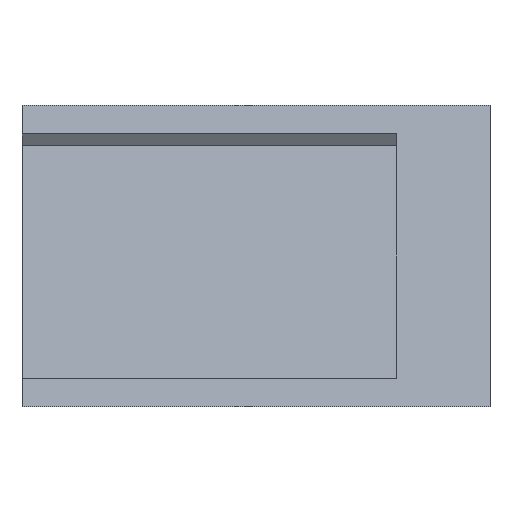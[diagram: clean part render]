
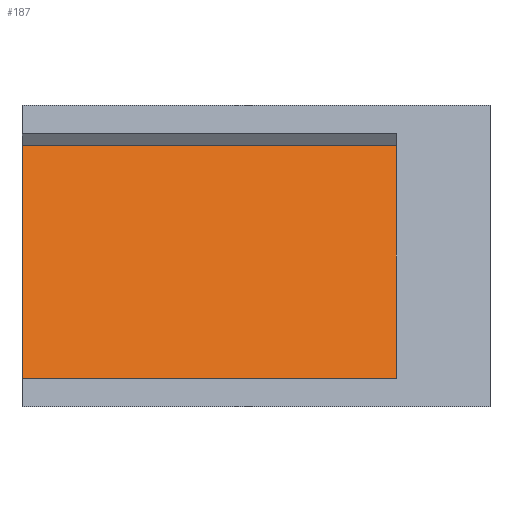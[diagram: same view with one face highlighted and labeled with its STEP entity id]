
A CAD part, front view. The second image highlights one B-rep face of the part: STEP entity #187.
In plain terms, the highlighted planar face has unit normal (0, -0.966, 0.259).
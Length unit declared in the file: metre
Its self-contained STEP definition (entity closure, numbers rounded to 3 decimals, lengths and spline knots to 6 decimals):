
#56=ORIENTED_EDGE('',*,*,#79,.F.);
#57=ORIENTED_EDGE('',*,*,#76,.F.);
#58=ORIENTED_EDGE('',*,*,#82,.T.);
#59=ORIENTED_EDGE('',*,*,#83,.F.);
#76=EDGE_CURVE('',#96,#97,#116,.T.);
#79=EDGE_CURVE('',#97,#98,#119,.T.);
#82=EDGE_CURVE('',#96,#99,#122,.T.);
#83=EDGE_CURVE('',#98,#99,#123,.T.);
#96=VERTEX_POINT('',#293);
#97=VERTEX_POINT('',#294);
#98=VERTEX_POINT('',#299);
#99=VERTEX_POINT('',#303);
#116=LINE('',#292,#140);
#119=LINE('',#298,#143);
#122=LINE('',#304,#146);
#123=LINE('',#306,#147);
#140=VECTOR('',#241,1.);
#143=VECTOR('',#246,1.);
#146=VECTOR('',#251,1.);
#147=VECTOR('',#254,1.);
#157=EDGE_LOOP('',(#56,#57,#58,#59));
#167=FACE_BOUND('',#157,.T.);
#177=PLANE('',#210);
#187=ADVANCED_FACE('',(#167),#177,.T.);
#210=AXIS2_PLACEMENT_3D('',#307,#255,#256);
#241=DIRECTION('',(0.,0.259,0.966));
#246=DIRECTION('',(1.,0.,0.));
#251=DIRECTION('',(1.,0.,0.));
#254=DIRECTION('',(0.,-0.259,-0.966));
#255=DIRECTION('',(0.,-0.966,0.259));
#256=DIRECTION('',(1.,0.,0.));
#292=CARTESIAN_POINT('',(0.,0.000582,0.044673));
#293=CARTESIAN_POINT('',(0.,-0.0099,0.005553));
#294=CARTESIAN_POINT('',(0.,0.011064,0.083793));
#298=CARTESIAN_POINT('',(0.06,0.011064,0.083793));
#299=CARTESIAN_POINT('',(0.12,0.011064,0.083793));
#303=CARTESIAN_POINT('',(0.12,-0.0099,0.005553));
#304=CARTESIAN_POINT('',(0.06,-0.0099,0.005553));
#306=CARTESIAN_POINT('',(0.12,0.000582,0.044673));
#307=CARTESIAN_POINT('',(0.075,0.000582,0.044673));
